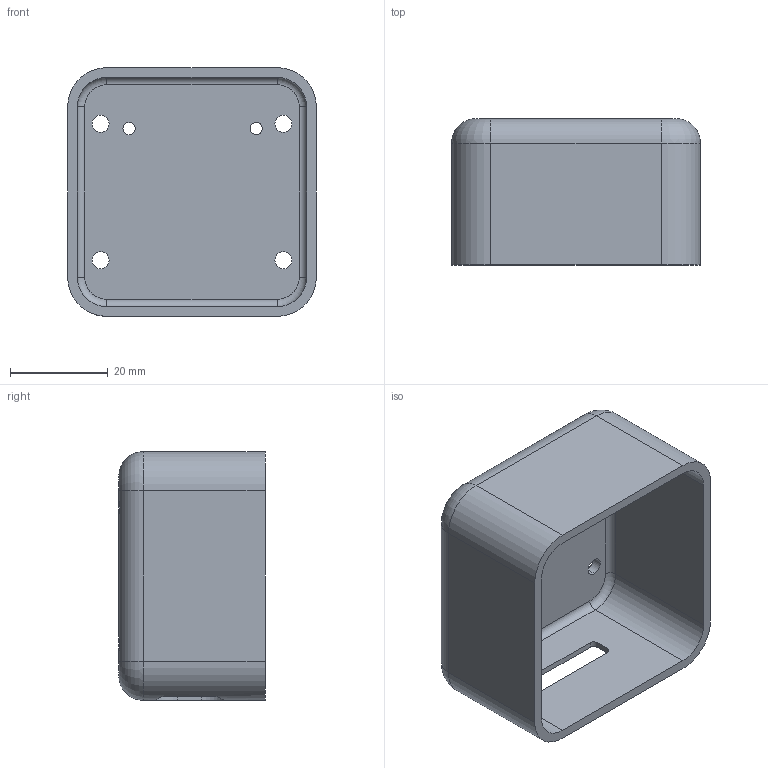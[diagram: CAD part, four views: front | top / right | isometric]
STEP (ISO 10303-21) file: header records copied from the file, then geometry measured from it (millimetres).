
FILE_DESCRIPTION (( 'STEP AP214' ), '1' );
FILE_NAME ('cover.STEP', '2021-07-22T02:13:09', ( '' ), ( '' ), 'SwSTEP 2.0', 'SolidWorks 2020', '' );
FILE_SCHEMA (( 'AUTOMOTIVE_DESIGN' ));
Length unit declared in the file: millimetre
Products named in the file (1): cover
Bounding box: 51 x 30 x 51 mm (x, y, z)
Volume: 15811.8 mm3; surface area: 15194.9 mm2
Topology: 1 solids, 1 shells, 143 faces, 383 edges, 250 vertices
Faces by surface type: cylinder 73, plane 62, torus 8
Entity records: 4647 total; most frequent: CARTESIAN_POINT 867, DIRECTION 823, ORIENTED_EDGE 766, EDGE_CURVE 383, AXIS2_PLACEMENT_3D 302, VERTEX_POINT 250, LINE 219, VECTOR 219
